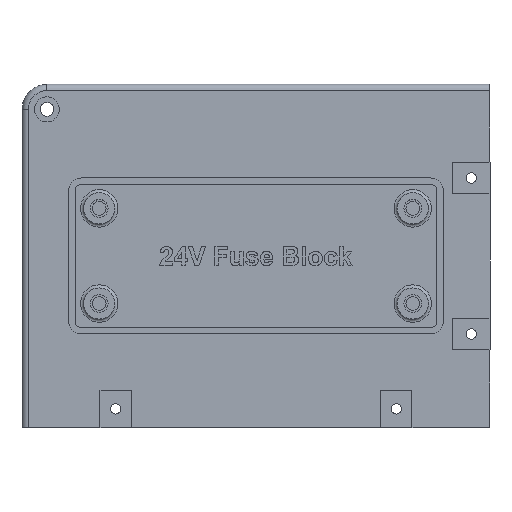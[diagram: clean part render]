
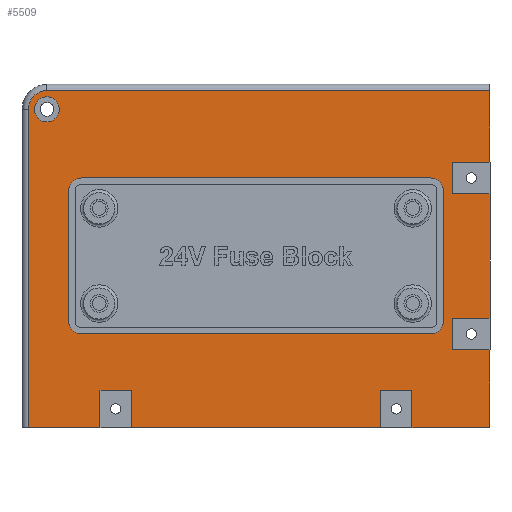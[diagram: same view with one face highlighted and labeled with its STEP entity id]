
A CAD part, top view. The second image highlights one B-rep face of the part: STEP entity #5509.
In plain terms, the highlighted planar face has unit normal (0, 0, 1).
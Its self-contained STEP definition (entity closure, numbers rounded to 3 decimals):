
#456=FACE_BOUND('',#946,.T.);
#457=FACE_BOUND('',#947,.T.);
#519=CIRCLE('',#5879,4.);
#521=CIRCLE('',#5883,4.);
#523=CIRCLE('',#5887,4.);
#525=CIRCLE('',#5891,4.);
#527=CIRCLE('',#5895,6.);
#528=CIRCLE('',#5896,4.);
#603=FACE_OUTER_BOUND('',#945,.T.);
#945=EDGE_LOOP('',(#4083,#4084,#4085,#4086,#4087,#4088,#4089,#4090,#4091,
#4092,#4093,#4094,#4095,#4096,#4097,#4098,#4099,#4100,#4101,#4102,#4103));
#946=EDGE_LOOP('',(#4104));
#947=EDGE_LOOP('',(#4105,#4106,#4107,#4108,#4109,#4110,#4111,#4112));
#1254=LINE('',#7168,#1766);
#1258=LINE('',#7176,#1770);
#1262=LINE('',#7184,#1774);
#1269=LINE('',#7200,#1781);
#1273=LINE('',#7208,#1785);
#1277=LINE('',#7215,#1789);
#1372=LINE('',#8118,#1884);
#1377=LINE('',#8132,#1889);
#1381=LINE('',#8144,#1893);
#1385=LINE('',#8156,#1897);
#1388=LINE('',#8166,#1900);
#1389=LINE('',#8168,#1901);
#1390=LINE('',#8170,#1902);
#1391=LINE('',#8171,#1903);
#1392=LINE('',#8173,#1904);
#1393=LINE('',#8176,#1905);
#1394=LINE('',#8178,#1906);
#1395=LINE('',#8180,#1907);
#1396=LINE('',#8181,#1908);
#1397=LINE('',#8183,#1909);
#1398=LINE('',#8185,#1910);
#1399=LINE('',#8186,#1911);
#1400=LINE('',#8188,#1912);
#1401=LINE('',#8189,#1913);
#1766=VECTOR('',#6121,10.);
#1770=VECTOR('',#6125,10.);
#1774=VECTOR('',#6129,10.);
#1781=VECTOR('',#6142,10.);
#1785=VECTOR('',#6146,10.);
#1789=VECTOR('',#6150,10.);
#1884=VECTOR('',#6407,10.);
#1889=VECTOR('',#6420,10.);
#1893=VECTOR('',#6432,10.);
#1897=VECTOR('',#6444,10.);
#1900=VECTOR('',#6457,10.);
#1901=VECTOR('',#6458,10.);
#1902=VECTOR('',#6459,10.);
#1903=VECTOR('',#6460,10.);
#1904=VECTOR('',#6461,10.);
#1905=VECTOR('',#6464,10.);
#1906=VECTOR('',#6465,10.);
#1907=VECTOR('',#6466,10.);
#1908=VECTOR('',#6467,10.);
#1909=VECTOR('',#6468,10.);
#1910=VECTOR('',#6469,10.);
#1911=VECTOR('',#6470,10.);
#1912=VECTOR('',#6471,10.);
#1913=VECTOR('',#6472,10.);
#2269=VERTEX_POINT('',#7165);
#2270=VERTEX_POINT('',#7167);
#2273=VERTEX_POINT('',#7173);
#2274=VERTEX_POINT('',#7175);
#2277=VERTEX_POINT('',#7181);
#2278=VERTEX_POINT('',#7183);
#2283=VERTEX_POINT('',#7197);
#2284=VERTEX_POINT('',#7199);
#2287=VERTEX_POINT('',#7205);
#2288=VERTEX_POINT('',#7207);
#2291=VERTEX_POINT('',#7213);
#2507=VERTEX_POINT('',#8116);
#2508=VERTEX_POINT('',#8117);
#2511=VERTEX_POINT('',#8125);
#2513=VERTEX_POINT('',#8131);
#2515=VERTEX_POINT('',#8137);
#2517=VERTEX_POINT('',#8143);
#2519=VERTEX_POINT('',#8149);
#2521=VERTEX_POINT('',#8155);
#2523=VERTEX_POINT('',#8165);
#2524=VERTEX_POINT('',#8167);
#2525=VERTEX_POINT('',#8169);
#2526=VERTEX_POINT('',#8172);
#2527=VERTEX_POINT('',#8174);
#2528=VERTEX_POINT('',#8177);
#2529=VERTEX_POINT('',#8179);
#2530=VERTEX_POINT('',#8182);
#2531=VERTEX_POINT('',#8184);
#2532=VERTEX_POINT('',#8187);
#2533=VERTEX_POINT('',#8190);
#2838=EDGE_CURVE('',#2270,#2269,#1254,.T.);
#2842=EDGE_CURVE('',#2274,#2273,#1258,.T.);
#2846=EDGE_CURVE('',#2278,#2277,#1262,.T.);
#2855=EDGE_CURVE('',#2284,#2283,#1269,.T.);
#2859=EDGE_CURVE('',#2288,#2287,#1273,.T.);
#2863=EDGE_CURVE('',#2269,#2291,#1277,.T.);
#3104=EDGE_CURVE('',#2507,#2508,#1372,.T.);
#3108=EDGE_CURVE('',#2508,#2511,#519,.T.);
#3111=EDGE_CURVE('',#2511,#2513,#1377,.T.);
#3114=EDGE_CURVE('',#2513,#2515,#521,.T.);
#3117=EDGE_CURVE('',#2515,#2517,#1381,.T.);
#3120=EDGE_CURVE('',#2517,#2519,#523,.T.);
#3123=EDGE_CURVE('',#2519,#2521,#1385,.T.);
#3126=EDGE_CURVE('',#2521,#2507,#525,.T.);
#3128=EDGE_CURVE('',#2523,#2288,#1388,.T.);
#3129=EDGE_CURVE('',#2287,#2524,#1389,.T.);
#3130=EDGE_CURVE('',#2524,#2525,#1390,.T.);
#3131=EDGE_CURVE('',#2525,#2284,#1391,.T.);
#3132=EDGE_CURVE('',#2526,#2283,#1392,.T.);
#3133=EDGE_CURVE('',#2527,#2526,#527,.T.);
#3134=EDGE_CURVE('',#2278,#2527,#1393,.T.);
#3135=EDGE_CURVE('',#2277,#2528,#1394,.T.);
#3136=EDGE_CURVE('',#2528,#2529,#1395,.T.);
#3137=EDGE_CURVE('',#2529,#2274,#1396,.T.);
#3138=EDGE_CURVE('',#2273,#2530,#1397,.T.);
#3139=EDGE_CURVE('',#2530,#2531,#1398,.T.);
#3140=EDGE_CURVE('',#2531,#2270,#1399,.T.);
#3141=EDGE_CURVE('',#2291,#2532,#1400,.T.);
#3142=EDGE_CURVE('',#2532,#2523,#1401,.T.);
#3143=EDGE_CURVE('',#2533,#2533,#528,.T.);
#4083=ORIENTED_EDGE('',*,*,#3128,.T.);
#4084=ORIENTED_EDGE('',*,*,#2859,.T.);
#4085=ORIENTED_EDGE('',*,*,#3129,.T.);
#4086=ORIENTED_EDGE('',*,*,#3130,.T.);
#4087=ORIENTED_EDGE('',*,*,#3131,.T.);
#4088=ORIENTED_EDGE('',*,*,#2855,.T.);
#4089=ORIENTED_EDGE('',*,*,#3132,.F.);
#4090=ORIENTED_EDGE('',*,*,#3133,.F.);
#4091=ORIENTED_EDGE('',*,*,#3134,.F.);
#4092=ORIENTED_EDGE('',*,*,#2846,.T.);
#4093=ORIENTED_EDGE('',*,*,#3135,.T.);
#4094=ORIENTED_EDGE('',*,*,#3136,.T.);
#4095=ORIENTED_EDGE('',*,*,#3137,.T.);
#4096=ORIENTED_EDGE('',*,*,#2842,.T.);
#4097=ORIENTED_EDGE('',*,*,#3138,.T.);
#4098=ORIENTED_EDGE('',*,*,#3139,.T.);
#4099=ORIENTED_EDGE('',*,*,#3140,.T.);
#4100=ORIENTED_EDGE('',*,*,#2838,.T.);
#4101=ORIENTED_EDGE('',*,*,#2863,.T.);
#4102=ORIENTED_EDGE('',*,*,#3141,.T.);
#4103=ORIENTED_EDGE('',*,*,#3142,.T.);
#4104=ORIENTED_EDGE('',*,*,#3143,.T.);
#4105=ORIENTED_EDGE('',*,*,#3104,.T.);
#4106=ORIENTED_EDGE('',*,*,#3108,.T.);
#4107=ORIENTED_EDGE('',*,*,#3111,.T.);
#4108=ORIENTED_EDGE('',*,*,#3114,.T.);
#4109=ORIENTED_EDGE('',*,*,#3117,.T.);
#4110=ORIENTED_EDGE('',*,*,#3120,.T.);
#4111=ORIENTED_EDGE('',*,*,#3123,.T.);
#4112=ORIENTED_EDGE('',*,*,#3126,.T.);
#5332=PLANE('',#5894);
#5509=ADVANCED_FACE('',(#603,#456,#457),#5332,.T.);
#5879=AXIS2_PLACEMENT_3D('',#8126,#6413,#6414);
#5883=AXIS2_PLACEMENT_3D('',#8138,#6425,#6426);
#5887=AXIS2_PLACEMENT_3D('',#8150,#6437,#6438);
#5891=AXIS2_PLACEMENT_3D('',#8161,#6449,#6450);
#5894=AXIS2_PLACEMENT_3D('',#8164,#6455,#6456);
#5895=AXIS2_PLACEMENT_3D('',#8175,#6462,#6463);
#5896=AXIS2_PLACEMENT_3D('',#8191,#6473,#6474);
#6121=DIRECTION('',(1.,0.,0.));
#6125=DIRECTION('',(1.,0.,0.));
#6129=DIRECTION('',(1.,0.,0.));
#6142=DIRECTION('',(0.,1.,0.));
#6146=DIRECTION('',(0.,1.,0.));
#6150=DIRECTION('',(0.,1.,0.));
#6407=DIRECTION('',(0.,-1.,0.));
#6413=DIRECTION('center_axis',(0.,0.,-1.));
#6414=DIRECTION('ref_axis',(0.,-1.,0.));
#6420=DIRECTION('',(-1.,0.,0.));
#6425=DIRECTION('center_axis',(0.,0.,-1.));
#6426=DIRECTION('ref_axis',(-1.,0.,0.));
#6432=DIRECTION('',(0.,1.,0.));
#6437=DIRECTION('center_axis',(0.,0.,-1.));
#6438=DIRECTION('ref_axis',(0.,1.,0.));
#6444=DIRECTION('',(1.,0.,0.));
#6449=DIRECTION('center_axis',(0.,0.,-1.));
#6450=DIRECTION('ref_axis',(1.,0.,0.));
#6455=DIRECTION('center_axis',(0.,0.,1.));
#6456=DIRECTION('ref_axis',(1.,0.,0.));
#6457=DIRECTION('',(1.,0.,0.));
#6458=DIRECTION('',(-1.,0.,0.));
#6459=DIRECTION('',(0.,1.,0.));
#6460=DIRECTION('',(1.,0.,0.));
#6461=DIRECTION('',(1.,0.,0.));
#6462=DIRECTION('center_axis',(0.,0.,-1.));
#6463=DIRECTION('ref_axis',(-0.707,0.707,0.));
#6464=DIRECTION('',(0.,1.,0.));
#6465=DIRECTION('',(0.,1.,0.));
#6466=DIRECTION('',(1.,0.,0.));
#6467=DIRECTION('',(0.,-1.,0.));
#6468=DIRECTION('',(0.,1.,0.));
#6469=DIRECTION('',(1.,0.,0.));
#6470=DIRECTION('',(0.,-1.,0.));
#6471=DIRECTION('',(-1.,0.,0.));
#6472=DIRECTION('',(0.,1.,0.));
#6473=DIRECTION('center_axis',(0.,0.,-1.));
#6474=DIRECTION('ref_axis',(-1.,0.,0.));
#7165=CARTESIAN_POINT('',(75.,-55.,8.));
#7167=CARTESIAN_POINT('',(50.,-55.,8.));
#7168=CARTESIAN_POINT('',(-75.,-55.,8.));
#7173=CARTESIAN_POINT('',(40.,-55.,8.));
#7175=CARTESIAN_POINT('',(-40.,-55.,8.));
#7176=CARTESIAN_POINT('',(-75.,-55.,8.));
#7181=CARTESIAN_POINT('',(-50.,-55.,8.));
#7183=CARTESIAN_POINT('',(-73.,-55.,8.));
#7184=CARTESIAN_POINT('',(-75.,-55.,8.));
#7197=CARTESIAN_POINT('',(75.,53.,8.));
#7199=CARTESIAN_POINT('',(75.,30.,8.));
#7200=CARTESIAN_POINT('',(75.,-55.,8.));
#7205=CARTESIAN_POINT('',(75.,20.,8.));
#7207=CARTESIAN_POINT('',(75.,-20.,8.));
#7208=CARTESIAN_POINT('',(75.,-55.,8.));
#7213=CARTESIAN_POINT('',(75.,-30.,8.));
#7215=CARTESIAN_POINT('',(75.,-55.,8.));
#8116=CARTESIAN_POINT('',(60.,21.,8.));
#8117=CARTESIAN_POINT('',(60.,-21.,8.));
#8118=CARTESIAN_POINT('',(60.,-10.5,8.));
#8125=CARTESIAN_POINT('',(56.,-25.,8.));
#8126=CARTESIAN_POINT('Origin',(56.,-21.,8.));
#8131=CARTESIAN_POINT('',(-56.,-25.,8.));
#8132=CARTESIAN_POINT('',(-28.,-25.,8.));
#8137=CARTESIAN_POINT('',(-60.,-21.,8.));
#8138=CARTESIAN_POINT('Origin',(-56.,-21.,8.));
#8143=CARTESIAN_POINT('',(-60.,21.,8.));
#8144=CARTESIAN_POINT('',(-60.,10.5,8.));
#8149=CARTESIAN_POINT('',(-56.,25.,8.));
#8150=CARTESIAN_POINT('Origin',(-56.,21.,8.));
#8155=CARTESIAN_POINT('',(56.,25.,8.));
#8156=CARTESIAN_POINT('',(28.,25.,8.));
#8161=CARTESIAN_POINT('Origin',(56.,21.,8.));
#8164=CARTESIAN_POINT('Origin',(0.,0.,8.));
#8165=CARTESIAN_POINT('',(63.,-20.,8.));
#8166=CARTESIAN_POINT('',(31.5,-20.,8.));
#8167=CARTESIAN_POINT('',(63.,20.,8.));
#8168=CARTESIAN_POINT('',(37.5,20.,8.));
#8169=CARTESIAN_POINT('',(63.,30.,8.));
#8170=CARTESIAN_POINT('',(63.,10.,8.));
#8171=CARTESIAN_POINT('',(31.5,30.,8.));
#8172=CARTESIAN_POINT('',(-67.,53.,8.));
#8173=CARTESIAN_POINT('',(37.5,53.,8.));
#8174=CARTESIAN_POINT('',(-73.,47.,8.));
#8175=CARTESIAN_POINT('Origin',(-67.,47.,8.));
#8176=CARTESIAN_POINT('',(-73.,27.5,8.));
#8177=CARTESIAN_POINT('',(-50.,-43.,8.));
#8178=CARTESIAN_POINT('',(-50.,-27.5,8.));
#8179=CARTESIAN_POINT('',(-40.,-43.,8.));
#8180=CARTESIAN_POINT('',(-25.,-43.,8.));
#8181=CARTESIAN_POINT('',(-40.,-21.5,8.));
#8182=CARTESIAN_POINT('',(40.,-43.,8.));
#8183=CARTESIAN_POINT('',(40.,-27.5,8.));
#8184=CARTESIAN_POINT('',(50.,-43.,8.));
#8185=CARTESIAN_POINT('',(20.,-43.,8.));
#8186=CARTESIAN_POINT('',(50.,-21.5,8.));
#8187=CARTESIAN_POINT('',(63.,-30.,8.));
#8188=CARTESIAN_POINT('',(37.5,-30.,8.));
#8189=CARTESIAN_POINT('',(63.,-15.,8.));
#8190=CARTESIAN_POINT('',(-63.,47.,8.));
#8191=CARTESIAN_POINT('Origin',(-67.,47.,8.));
